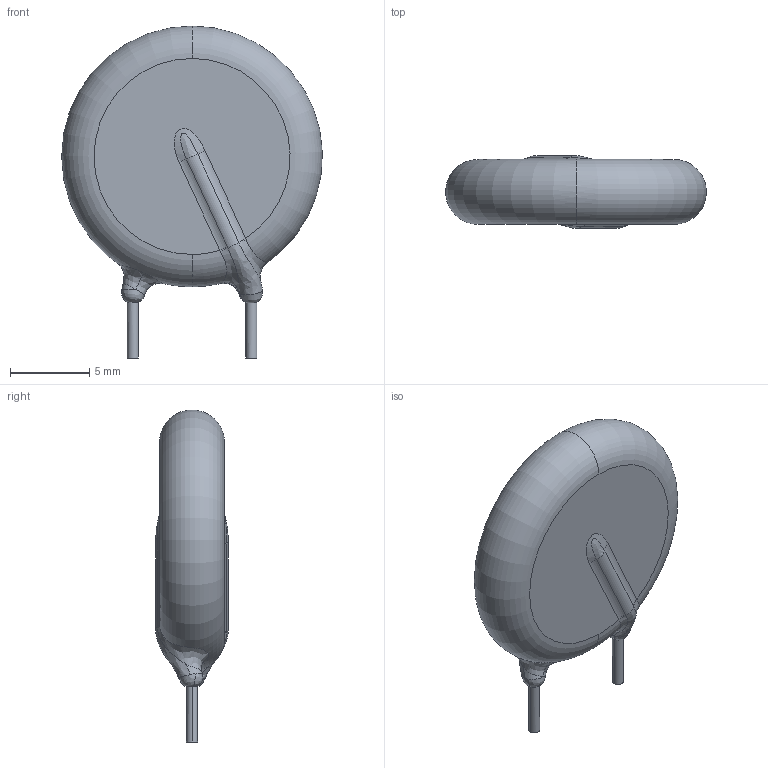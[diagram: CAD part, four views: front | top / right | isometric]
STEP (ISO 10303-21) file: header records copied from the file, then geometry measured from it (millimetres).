
FILE_DESCRIPTION (( 'STEP AP214' ), '1' );
FILE_NAME ('RES-TH_L16.5-W4.6-H20.0-P7.50-D0.8.step', '2022-07-28T09:43:59', ( '' ), ( '' ), 'SwSTEP 2.0', 'SolidWorks 2020', '' );
FILE_SCHEMA (( 'AUTOMOTIVE_DESIGN' ));
Length unit declared in the file: millimetre
Products named in the file (1): RES-TH_L16.5-W4.6-H20.0-P7.50-D0.8
Bounding box: 16.49 x 4.6 x 21 mm (x, y, z)
Volume: 807.2 mm3; surface area: 650.7 mm2
Topology: 14 solids, 14 shells, 271 faces, 713 edges, 470 vertices
Faces by surface type: plane 139, bspline 120, cylinder 10, torus 2
Entity records: 15709 total; most frequent: CARTESIAN_POINT 6713, ORIENTED_EDGE 1426, DIRECTION 793, EDGE_CURVE 713, VERTEX_POINT 470, VECTOR 429, LINE 429, UNCERTAINTY_MEASURE_WITH_UNIT 287
